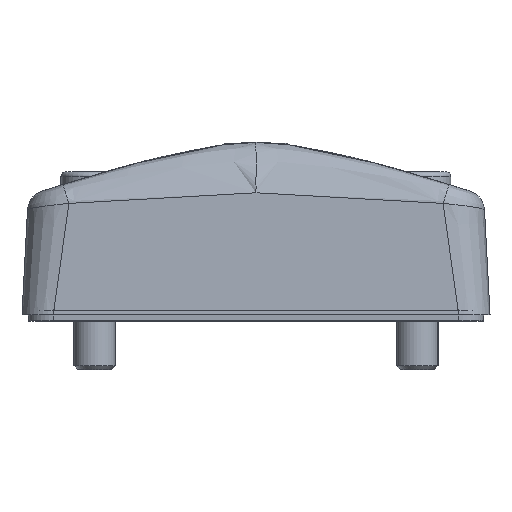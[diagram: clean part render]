
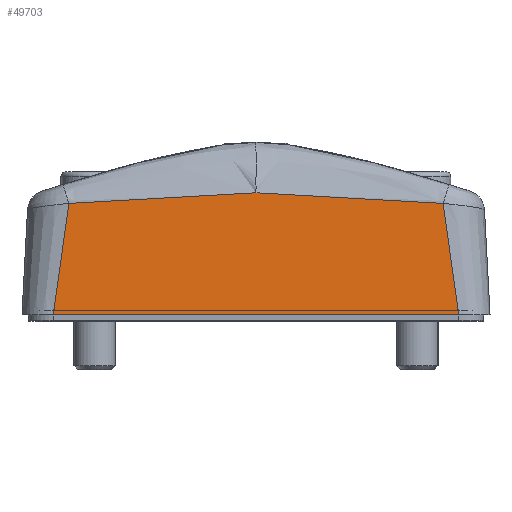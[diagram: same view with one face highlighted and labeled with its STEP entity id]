
A CAD part, left-side view. The second image highlights one B-rep face of the part: STEP entity #49703.
In plain terms, the highlighted planar face has unit normal (-0.999, 0, 0.052).
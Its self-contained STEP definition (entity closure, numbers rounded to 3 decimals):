
#32154=CARTESIAN_POINT('',(-114.,38.981,-22.5));
#32155=VERTEX_POINT('',#32154);
#32207=CARTESIAN_POINT('',(-114.,-38.981,-22.5));
#32208=VERTEX_POINT('',#32207);
#32216=CARTESIAN_POINT('',(-114.,-38.981,-22.5));
#32217=DIRECTION('',(0.0,1.0,0.0));
#32218=VECTOR('',#32217,77.962);
#32219=LINE('',#32216,#32218);
#32220=EDGE_CURVE('',#32208,#32155,#32219,.T.);
#49118=CARTESIAN_POINT('',(-112.876,-35.981,-1.048));
#49119=VERTEX_POINT('',#49118);
#49120=CARTESIAN_POINT('',(-112.876,-35.981,-1.048));
#49121=DIRECTION('',(-0.052,-0.138,-0.989));
#49122=VECTOR('',#49121,21.69);
#49123=LINE('',#49120,#49122);
#49124=EDGE_CURVE('',#49119,#32208,#49123,.T.);
#49483=CARTESIAN_POINT('',(-112.768,0.,1.0));
#49484=VERTEX_POINT('',#49483);
#49485=CARTESIAN_POINT('',(-112.876,-35.981,-1.048));
#49486=CARTESIAN_POINT('',(-112.875,-35.815,-1.032));
#49487=CARTESIAN_POINT('',(-112.874,-35.636,-1.016));
#49488=CARTESIAN_POINT('',(-112.873,-35.445,-0.999));
#49489=CARTESIAN_POINT('',(-112.872,-35.254,-0.982));
#49490=CARTESIAN_POINT('',(-112.871,-35.05,-0.964));
#49491=CARTESIAN_POINT('',(-112.87,-34.834,-0.945));
#49492=CARTESIAN_POINT('',(-112.868,-34.403,-0.907));
#49493=CARTESIAN_POINT('',(-112.866,-33.925,-0.865));
#49494=CARTESIAN_POINT('',(-112.864,-33.404,-0.82));
#49495=CARTESIAN_POINT('',(-112.859,-32.363,-0.731));
#49496=CARTESIAN_POINT('',(-112.854,-31.153,-0.63));
#49497=CARTESIAN_POINT('',(-112.848,-29.812,-0.523));
#49498=CARTESIAN_POINT('',(-112.814,-21.768,0.121));
#49499=CARTESIAN_POINT('',(-112.768,-9.032,1.));
#49500=CARTESIAN_POINT('',(-112.768,0.,1.));
#49501=B_SPLINE_CURVE_WITH_KNOTS('',3,(#49485,#49486,#49487,#49488,#49489,#49490,#49491,#49492,#49493,#49494,#49495,#49496,#49497,#49498,#49499,#49500),.UNSPECIFIED.,.F.,.U.,(4,3,3,3,3,4),(0.0,0.031,0.063,0.125,0.25,1.0),.UNSPECIFIED.);
#49502=EDGE_CURVE('',#49119,#49484,#49501,.T.);
#49654=CARTESIAN_POINT('',(-112.876,35.981,-1.048));
#49655=VERTEX_POINT('',#49654);
#49663=CARTESIAN_POINT('',(-112.876,35.981,-1.048));
#49664=CARTESIAN_POINT('',(-112.875,35.815,-1.032));
#49665=CARTESIAN_POINT('',(-112.874,35.636,-1.016));
#49666=CARTESIAN_POINT('',(-112.873,35.445,-0.999));
#49667=CARTESIAN_POINT('',(-112.872,35.254,-0.982));
#49668=CARTESIAN_POINT('',(-112.871,35.05,-0.964));
#49669=CARTESIAN_POINT('',(-112.87,34.834,-0.945));
#49670=CARTESIAN_POINT('',(-112.868,34.403,-0.907));
#49671=CARTESIAN_POINT('',(-112.866,33.925,-0.865));
#49672=CARTESIAN_POINT('',(-112.864,33.404,-0.82));
#49673=CARTESIAN_POINT('',(-112.859,32.363,-0.731));
#49674=CARTESIAN_POINT('',(-112.854,31.153,-0.63));
#49675=CARTESIAN_POINT('',(-112.848,29.812,-0.523));
#49676=CARTESIAN_POINT('',(-112.814,21.768,0.121));
#49677=CARTESIAN_POINT('',(-112.768,9.032,1.));
#49678=CARTESIAN_POINT('',(-112.768,0.,1.));
#49679=B_SPLINE_CURVE_WITH_KNOTS('',3,(#49663,#49664,#49665,#49666,#49667,#49668,#49669,#49670,#49671,#49672,#49673,#49674,#49675,#49676,#49677,#49678),.UNSPECIFIED.,.F.,.U.,(4,3,3,3,3,4),(0.0,0.031,0.063,0.125,0.25,1.0),.UNSPECIFIED.);
#49680=EDGE_CURVE('',#49655,#49484,#49679,.T.);
#49686=CARTESIAN_POINT('',(-114.062,42.879,-23.675));
#49687=DIRECTION('',(-0.999,0.0,0.052));
#49688=DIRECTION('',(0.052,0.0,0.999));
#49689=AXIS2_PLACEMENT_3D('',#49686,#49687,#49688);
#49690=PLANE('',#49689);
#49691=CARTESIAN_POINT('',(-112.876,35.981,-1.048));
#49692=DIRECTION('',(-0.052,0.138,-0.989));
#49693=VECTOR('',#49692,21.69);
#49694=LINE('',#49691,#49693);
#49695=EDGE_CURVE('',#49655,#32155,#49694,.T.);
#49696=ORIENTED_EDGE('',*,*,#49695,.T.);
#49697=ORIENTED_EDGE('',*,*,#32220,.F.);
#49698=ORIENTED_EDGE('',*,*,#49124,.F.);
#49699=ORIENTED_EDGE('',*,*,#49502,.T.);
#49700=ORIENTED_EDGE('',*,*,#49680,.F.);
#49701=EDGE_LOOP('',(#49696,#49697,#49698,#49699,#49700));
#49702=FACE_OUTER_BOUND('',#49701,.T.);
#49703=ADVANCED_FACE('',(#49702),#49690,.T.);
